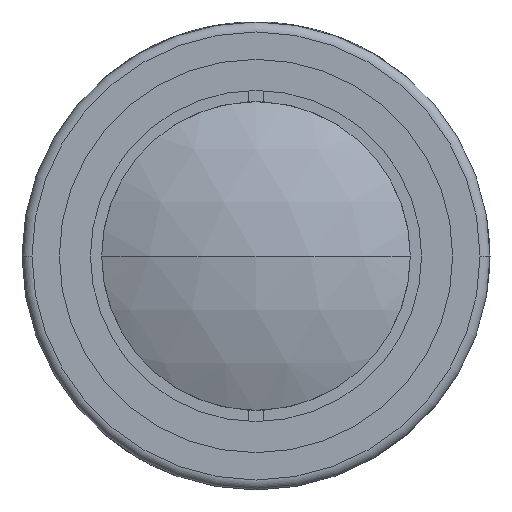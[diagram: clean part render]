
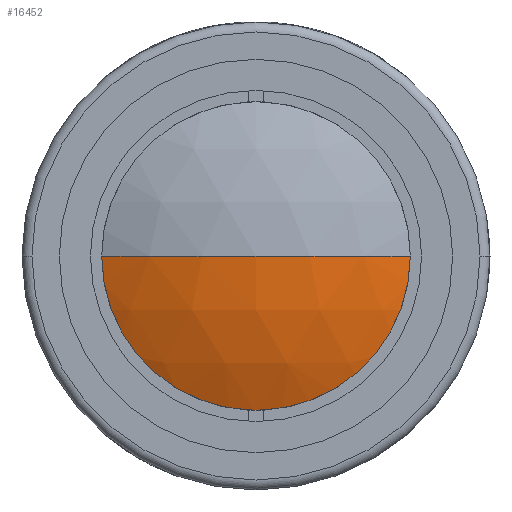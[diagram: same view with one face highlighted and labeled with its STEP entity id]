
A CAD part, left-side view. The second image highlights one B-rep face of the part: STEP entity #16452.
In plain terms, the highlighted spherical face has radius 37.05 mm.
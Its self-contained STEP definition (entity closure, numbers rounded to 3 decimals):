
#758 = ORIENTED_EDGE ( 'NONE', *, *, #5901, .T. ) ;
#3286 = CARTESIAN_POINT ( 'NONE',  ( 3.532, 0., 0. ) ) ;
#3583 = CARTESIAN_POINT ( 'NONE',  ( 0., 0., 0. ) ) ;
#4611 = EDGE_CURVE ( 'NONE', #42073, #30675, #10128, .T. ) ;
#5901 = EDGE_CURVE ( 'NONE', #44687, #26054, #29293, .T. ) ;
#6445 = CARTESIAN_POINT ( 'NONE',  ( 37.05, 0., 0. ) ) ;
#6465 = CARTESIAN_POINT ( 'NONE',  ( 3.532, 0., -15.788 ) ) ;
#6706 = AXIS2_PLACEMENT_3D ( 'NONE', #3286, #26096, #18489 ) ;
#8022 = CIRCLE ( 'NONE', #14742, 15.788 ) ;
#8372 = CARTESIAN_POINT ( 'NONE',  ( 37.05, 0., 0. ) ) ;
#10128 = CIRCLE ( 'NONE', #23543, 37.05 ) ;
#14742 = AXIS2_PLACEMENT_3D ( 'NONE', #49071, #37017, #33359 ) ;
#15083 = ORIENTED_EDGE ( 'NONE', *, *, #23485, .F. ) ;
#15896 = AXIS2_PLACEMENT_3D ( 'NONE', #8372, #27535, #24359 ) ;
#16452 = ADVANCED_FACE ( 'NONE', ( #20439 ), #47425, .T. ) ;
#17394 = CARTESIAN_POINT ( 'NONE',  ( 3.532, 15.788, 0. ) ) ;
#18489 = DIRECTION ( 'NONE',  ( 0., 0., 1. ) ) ;
#18665 = AXIS2_PLACEMENT_3D ( 'NONE', #6445, #22169, #37579 ) ;
#20439 = FACE_OUTER_BOUND ( 'NONE', #46605, .T. ) ;
#22169 = DIRECTION ( 'NONE',  ( 0., 0., 1. ) ) ;
#23485 = EDGE_CURVE ( 'NONE', #44687, #30675, #39530, .T. ) ;
#23543 = AXIS2_PLACEMENT_3D ( 'NONE', #37561, #37052, #40718 ) ;
#23900 = ORIENTED_EDGE ( 'NONE', *, *, #29325, .T. ) ;
#24359 = DIRECTION ( 'NONE',  ( 0., 1., 0. ) ) ;
#26054 = VERTEX_POINT ( 'NONE', #6465 ) ;
#26096 = DIRECTION ( 'NONE',  ( -1., 0., 0. ) ) ;
#27535 = DIRECTION ( 'NONE',  ( 0., 0., -1. ) ) ;
#29293 = CIRCLE ( 'NONE', #6706, 15.788 ) ;
#29325 = EDGE_CURVE ( 'NONE', #26054, #42073, #8022, .T. ) ;
#30675 = VERTEX_POINT ( 'NONE', #3583 ) ;
#31774 = CARTESIAN_POINT ( 'NONE',  ( 3.532, -15.788, 0. ) ) ;
#33359 = DIRECTION ( 'NONE',  ( 0., 0., 1. ) ) ;
#34986 = ORIENTED_EDGE ( 'NONE', *, *, #4611, .T. ) ;
#37017 = DIRECTION ( 'NONE',  ( -1., 0., 0. ) ) ;
#37052 = DIRECTION ( 'NONE',  ( 0., 0., -1. ) ) ;
#37561 = CARTESIAN_POINT ( 'NONE',  ( 37.05, 0., 0. ) ) ;
#37579 = DIRECTION ( 'NONE',  ( 1., 0., 0. ) ) ;
#39530 = CIRCLE ( 'NONE', #18665, 37.05 ) ;
#40718 = DIRECTION ( 'NONE',  ( 0., 1., 0. ) ) ;
#42073 = VERTEX_POINT ( 'NONE', #31774 ) ;
#44687 = VERTEX_POINT ( 'NONE', #17394 ) ;
#46605 = EDGE_LOOP ( 'NONE', ( #758, #23900, #34986, #15083 ) ) ;
#47425 = SPHERICAL_SURFACE ( 'NONE', #15896, 37.05 ) ;
#49071 = CARTESIAN_POINT ( 'NONE',  ( 3.532, 0., 0. ) ) ;
